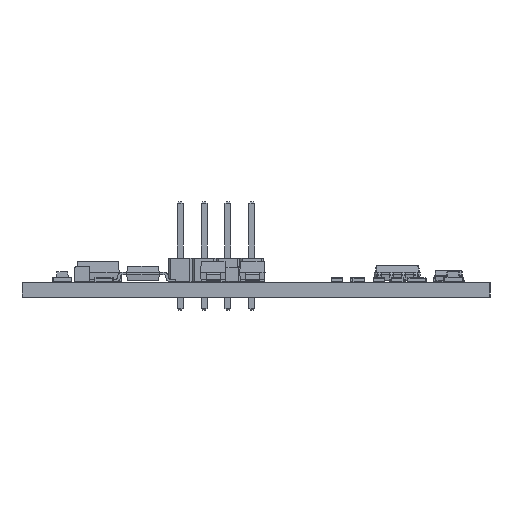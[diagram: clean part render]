
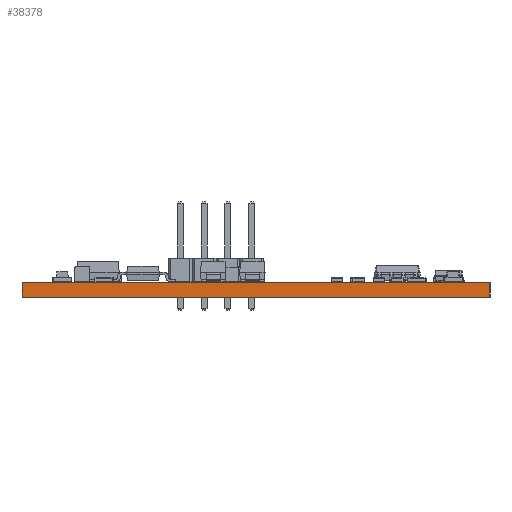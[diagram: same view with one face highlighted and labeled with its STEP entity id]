
A CAD part, left-side view. The second image highlights one B-rep face of the part: STEP entity #38378.
In plain terms, the highlighted planar face has unit normal (-1, 0, 0).
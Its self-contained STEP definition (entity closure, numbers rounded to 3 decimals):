
#38197 = PLANE('',#38198);
#38198 = AXIS2_PLACEMENT_3D('',#38199,#38200,#38201);
#38199 = CARTESIAN_POINT('',(105.,-120.,0.));
#38200 = DIRECTION('',(0.,-1.,0.));
#38201 = DIRECTION('',(-1.,0.,0.));
#38222 = VERTEX_POINT('',#38223);
#38223 = CARTESIAN_POINT('',(30.,-120.,1.58));
#38237 = PLANE('',#38238);
#38238 = AXIS2_PLACEMENT_3D('',#38239,#38240,#38241);
#38239 = CARTESIAN_POINT('',(67.5,-95.,1.58));
#38240 = DIRECTION('',(-0.,-0.,-1.));
#38241 = DIRECTION('',(-1.,0.,0.));
#38249 = EDGE_CURVE('',#38250,#38222,#38252,.T.);
#38250 = VERTEX_POINT('',#38251);
#38251 = CARTESIAN_POINT('',(30.,-120.,0.));
#38252 = SURFACE_CURVE('',#38253,(#38257,#38264),.PCURVE_S1.);
#38253 = LINE('',#38254,#38255);
#38254 = CARTESIAN_POINT('',(30.,-120.,0.));
#38255 = VECTOR('',#38256,1.);
#38256 = DIRECTION('',(0.,0.,1.));
#38257 = PCURVE('',#38197,#38258);
#38258 = DEFINITIONAL_REPRESENTATION('',(#38259),#38263);
#38259 = LINE('',#38260,#38261);
#38260 = CARTESIAN_POINT('',(75.,0.));
#38261 = VECTOR('',#38262,1.);
#38262 = DIRECTION('',(0.,-1.));
#38263 = ( GEOMETRIC_REPRESENTATION_CONTEXT(2) 
PARAMETRIC_REPRESENTATION_CONTEXT() REPRESENTATION_CONTEXT('2D SPACE',''
  ) );
#38264 = PCURVE('',#38265,#38270);
#38265 = PLANE('',#38266);
#38266 = AXIS2_PLACEMENT_3D('',#38267,#38268,#38269);
#38267 = CARTESIAN_POINT('',(30.,-120.,0.));
#38268 = DIRECTION('',(-1.,0.,0.));
#38269 = DIRECTION('',(0.,1.,0.));
#38270 = DEFINITIONAL_REPRESENTATION('',(#38271),#38275);
#38271 = LINE('',#38272,#38273);
#38272 = CARTESIAN_POINT('',(0.,0.));
#38273 = VECTOR('',#38274,1.);
#38274 = DIRECTION('',(0.,-1.));
#38275 = ( GEOMETRIC_REPRESENTATION_CONTEXT(2) 
PARAMETRIC_REPRESENTATION_CONTEXT() REPRESENTATION_CONTEXT('2D SPACE',''
  ) );
#38291 = PLANE('',#38292);
#38292 = AXIS2_PLACEMENT_3D('',#38293,#38294,#38295);
#38293 = CARTESIAN_POINT('',(67.5,-95.,0.));
#38294 = DIRECTION('',(-0.,-0.,-1.));
#38295 = DIRECTION('',(-1.,0.,0.));
#38324 = PLANE('',#38325);
#38325 = AXIS2_PLACEMENT_3D('',#38326,#38327,#38328);
#38326 = CARTESIAN_POINT('',(30.,-70.,0.));
#38327 = DIRECTION('',(0.,1.,0.));
#38328 = DIRECTION('',(1.,0.,0.));
#38378 = ADVANCED_FACE('',(#38379),#38265,.T.);
#38379 = FACE_BOUND('',#38380,.T.);
#38380 = EDGE_LOOP('',(#38381,#38382,#38405,#38428));
#38381 = ORIENTED_EDGE('',*,*,#38249,.T.);
#38382 = ORIENTED_EDGE('',*,*,#38383,.T.);
#38383 = EDGE_CURVE('',#38222,#38384,#38386,.T.);
#38384 = VERTEX_POINT('',#38385);
#38385 = CARTESIAN_POINT('',(30.,-70.,1.58));
#38386 = SURFACE_CURVE('',#38387,(#38391,#38398),.PCURVE_S1.);
#38387 = LINE('',#38388,#38389);
#38388 = CARTESIAN_POINT('',(30.,-120.,1.58));
#38389 = VECTOR('',#38390,1.);
#38390 = DIRECTION('',(0.,1.,0.));
#38391 = PCURVE('',#38265,#38392);
#38392 = DEFINITIONAL_REPRESENTATION('',(#38393),#38397);
#38393 = LINE('',#38394,#38395);
#38394 = CARTESIAN_POINT('',(0.,-1.58));
#38395 = VECTOR('',#38396,1.);
#38396 = DIRECTION('',(1.,0.));
#38397 = ( GEOMETRIC_REPRESENTATION_CONTEXT(2) 
PARAMETRIC_REPRESENTATION_CONTEXT() REPRESENTATION_CONTEXT('2D SPACE',''
  ) );
#38398 = PCURVE('',#38237,#38399);
#38399 = DEFINITIONAL_REPRESENTATION('',(#38400),#38404);
#38400 = LINE('',#38401,#38402);
#38401 = CARTESIAN_POINT('',(37.5,-25.));
#38402 = VECTOR('',#38403,1.);
#38403 = DIRECTION('',(0.,1.));
#38404 = ( GEOMETRIC_REPRESENTATION_CONTEXT(2) 
PARAMETRIC_REPRESENTATION_CONTEXT() REPRESENTATION_CONTEXT('2D SPACE',''
  ) );
#38405 = ORIENTED_EDGE('',*,*,#38406,.F.);
#38406 = EDGE_CURVE('',#38407,#38384,#38409,.T.);
#38407 = VERTEX_POINT('',#38408);
#38408 = CARTESIAN_POINT('',(30.,-70.,0.));
#38409 = SURFACE_CURVE('',#38410,(#38414,#38421),.PCURVE_S1.);
#38410 = LINE('',#38411,#38412);
#38411 = CARTESIAN_POINT('',(30.,-70.,0.));
#38412 = VECTOR('',#38413,1.);
#38413 = DIRECTION('',(0.,0.,1.));
#38414 = PCURVE('',#38265,#38415);
#38415 = DEFINITIONAL_REPRESENTATION('',(#38416),#38420);
#38416 = LINE('',#38417,#38418);
#38417 = CARTESIAN_POINT('',(50.,0.));
#38418 = VECTOR('',#38419,1.);
#38419 = DIRECTION('',(0.,-1.));
#38420 = ( GEOMETRIC_REPRESENTATION_CONTEXT(2) 
PARAMETRIC_REPRESENTATION_CONTEXT() REPRESENTATION_CONTEXT('2D SPACE',''
  ) );
#38421 = PCURVE('',#38324,#38422);
#38422 = DEFINITIONAL_REPRESENTATION('',(#38423),#38427);
#38423 = LINE('',#38424,#38425);
#38424 = CARTESIAN_POINT('',(0.,0.));
#38425 = VECTOR('',#38426,1.);
#38426 = DIRECTION('',(0.,-1.));
#38427 = ( GEOMETRIC_REPRESENTATION_CONTEXT(2) 
PARAMETRIC_REPRESENTATION_CONTEXT() REPRESENTATION_CONTEXT('2D SPACE',''
  ) );
#38428 = ORIENTED_EDGE('',*,*,#38429,.F.);
#38429 = EDGE_CURVE('',#38250,#38407,#38430,.T.);
#38430 = SURFACE_CURVE('',#38431,(#38435,#38442),.PCURVE_S1.);
#38431 = LINE('',#38432,#38433);
#38432 = CARTESIAN_POINT('',(30.,-120.,0.));
#38433 = VECTOR('',#38434,1.);
#38434 = DIRECTION('',(0.,1.,0.));
#38435 = PCURVE('',#38265,#38436);
#38436 = DEFINITIONAL_REPRESENTATION('',(#38437),#38441);
#38437 = LINE('',#38438,#38439);
#38438 = CARTESIAN_POINT('',(0.,0.));
#38439 = VECTOR('',#38440,1.);
#38440 = DIRECTION('',(1.,0.));
#38441 = ( GEOMETRIC_REPRESENTATION_CONTEXT(2) 
PARAMETRIC_REPRESENTATION_CONTEXT() REPRESENTATION_CONTEXT('2D SPACE',''
  ) );
#38442 = PCURVE('',#38291,#38443);
#38443 = DEFINITIONAL_REPRESENTATION('',(#38444),#38448);
#38444 = LINE('',#38445,#38446);
#38445 = CARTESIAN_POINT('',(37.5,-25.));
#38446 = VECTOR('',#38447,1.);
#38447 = DIRECTION('',(0.,1.));
#38448 = ( GEOMETRIC_REPRESENTATION_CONTEXT(2) 
PARAMETRIC_REPRESENTATION_CONTEXT() REPRESENTATION_CONTEXT('2D SPACE',''
  ) );
